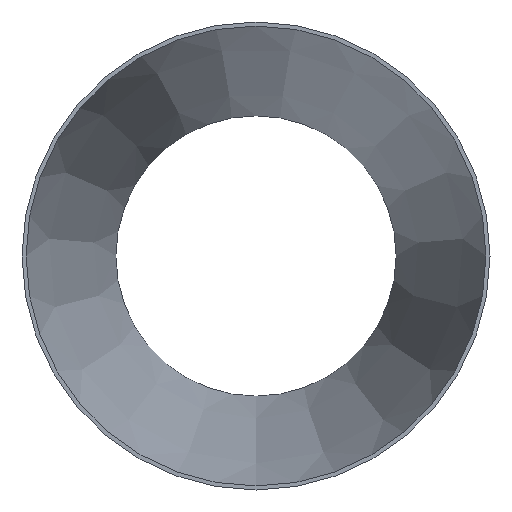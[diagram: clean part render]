
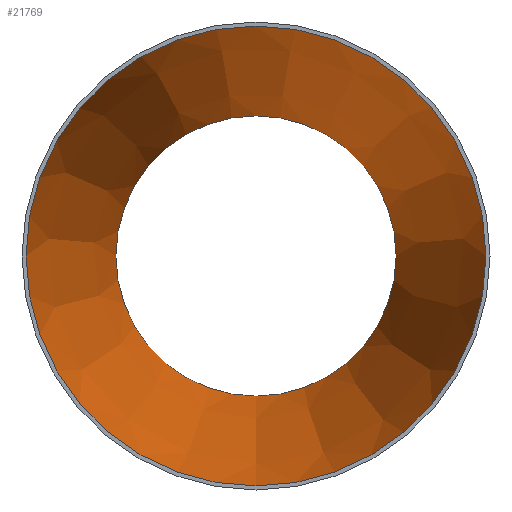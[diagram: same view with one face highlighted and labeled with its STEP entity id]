
A CAD part, front view. The second image highlights one B-rep face of the part: STEP entity #21769.
In plain terms, the highlighted conical face has half-angle 11.685 degrees and reference radius 174.737 mm.
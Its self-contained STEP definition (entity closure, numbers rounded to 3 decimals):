
#159 = CONICAL_SURFACE ( 'NONE', #32596, 174.737, 0.204 ) ;
#969 = EDGE_LOOP ( 'NONE', ( #11886 ) ) ;
#1968 = DIRECTION ( 'NONE',  ( 0., 0., -1. ) ) ;
#2160 = ORIENTED_EDGE ( 'NONE', *, *, #31958, .F. ) ;
#3354 = CARTESIAN_POINT ( 'NONE',  ( 0., 0., 0. ) ) ;
#4069 = AXIS2_PLACEMENT_3D ( 'NONE', #23803, #35349, #29294 ) ;
#4808 = CARTESIAN_POINT ( 'NONE',  ( 0., 330., -106.487 ) ) ;
#9052 = EDGE_CURVE ( 'NONE', #13575, #13575, #10890, .T. ) ;
#10890 = CIRCLE ( 'NONE', #4069, 174.737 ) ;
#11886 = ORIENTED_EDGE ( 'NONE', *, *, #9052, .T. ) ;
#13575 = VERTEX_POINT ( 'NONE', #37386 ) ;
#16274 = EDGE_LOOP ( 'NONE', ( #2160 ) ) ;
#17158 = DIRECTION ( 'NONE',  ( 0., -1., 0. ) ) ;
#18147 = DIRECTION ( 'NONE',  ( 0., -1., 0. ) ) ;
#20614 = CIRCLE ( 'NONE', #25603, 106.487 ) ;
#21275 = DIRECTION ( 'NONE',  ( 0., 0., -1. ) ) ;
#21769 = ADVANCED_FACE ( 'NONE', ( #30071, #33596 ), #159, .F. ) ;
#23803 = CARTESIAN_POINT ( 'NONE',  ( 0., 0., 0. ) ) ;
#25603 = AXIS2_PLACEMENT_3D ( 'NONE', #35326, #17158, #1968 ) ;
#29294 = DIRECTION ( 'NONE',  ( 0., 0., -1. ) ) ;
#30071 = FACE_BOUND ( 'NONE', #16274, .T. ) ;
#31958 = EDGE_CURVE ( 'NONE', #37584, #37584, #20614, .T. ) ;
#32596 = AXIS2_PLACEMENT_3D ( 'NONE', #3354, #18147, #21275 ) ;
#33596 = FACE_OUTER_BOUND ( 'NONE', #969, .T. ) ;
#35326 = CARTESIAN_POINT ( 'NONE',  ( 0., 330., 0. ) ) ;
#35349 = DIRECTION ( 'NONE',  ( 0., -1., 0. ) ) ;
#37386 = CARTESIAN_POINT ( 'NONE',  ( 0., 0., -174.737 ) ) ;
#37584 = VERTEX_POINT ( 'NONE', #4808 ) ;
